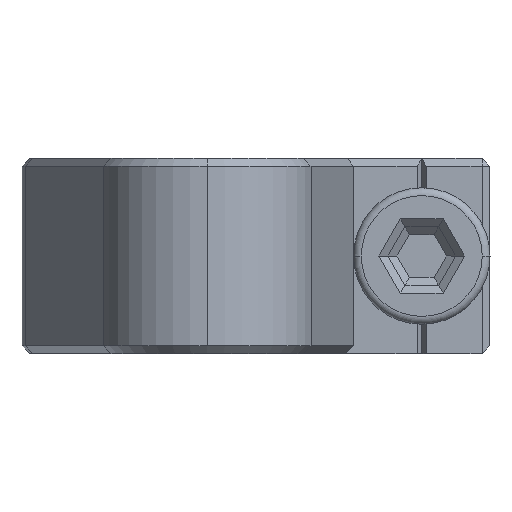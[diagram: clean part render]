
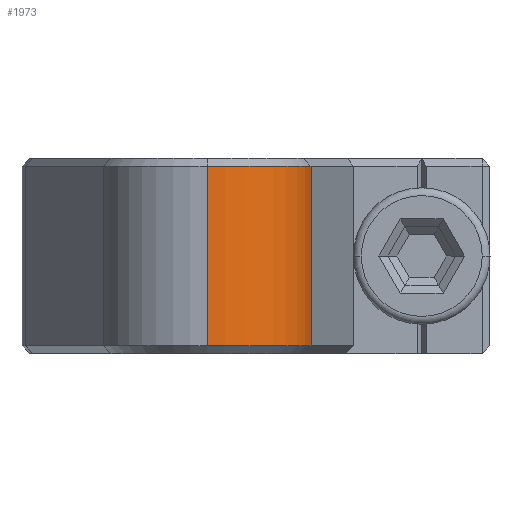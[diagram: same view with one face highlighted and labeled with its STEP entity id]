
A CAD part, left-side view. The second image highlights one B-rep face of the part: STEP entity #1973.
In plain terms, the highlighted cylindrical face has radius 5.5 mm (diameter 11 mm), a partial arc.
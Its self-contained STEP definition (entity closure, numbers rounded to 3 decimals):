
#30 = LINE ( 'NONE', #2757, #2045 ) ;
#49 = FACE_OUTER_BOUND ( 'NONE', #1327, .T. ) ;
#293 = CARTESIAN_POINT ( 'NONE',  ( -21.5, 0., 0.4 ) ) ;
#398 = AXIS2_PLACEMENT_3D ( 'NONE', #2046, #603, #2293 ) ;
#425 = DIRECTION ( 'NONE',  ( 0., 0., -1. ) ) ;
#475 = VERTEX_POINT ( 'NONE', #954 ) ;
#603 = DIRECTION ( 'NONE',  ( 0., 0., 1. ) ) ;
#643 = EDGE_CURVE ( 'NONE', #3040, #475, #30, .T. ) ;
#666 = CARTESIAN_POINT ( 'NONE',  ( -16., 0., 10. ) ) ;
#690 = ORIENTED_EDGE ( 'NONE', *, *, #1985, .T. ) ;
#726 = VERTEX_POINT ( 'NONE', #839 ) ;
#769 = EDGE_CURVE ( 'NONE', #726, #1983, #2675, .T. ) ;
#807 = DIRECTION ( 'NONE',  ( -1., 0., 0. ) ) ;
#839 = CARTESIAN_POINT ( 'NONE',  ( -21.5, 0., 9.6 ) ) ;
#954 = CARTESIAN_POINT ( 'NONE',  ( -17.382, -5.323, 0.4 ) ) ;
#1083 = DIRECTION ( 'NONE',  ( 0., 0., -1. ) ) ;
#1260 = CYLINDRICAL_SURFACE ( 'NONE', #2958, 5.5 ) ;
#1327 = EDGE_LOOP ( 'NONE', ( #690, #2988, #1555, #2883 ) ) ;
#1347 = CIRCLE ( 'NONE', #2795, 5.5 ) ;
#1555 = ORIENTED_EDGE ( 'NONE', *, *, #1609, .T. ) ;
#1609 = EDGE_CURVE ( 'NONE', #1983, #475, #1853, .T. ) ;
#1696 = DIRECTION ( 'NONE',  ( 1., 0., 0. ) ) ;
#1853 = CIRCLE ( 'NONE', #398, 5.5 ) ;
#1973 = ADVANCED_FACE ( 'NONE', ( #49 ), #1260, .T. ) ;
#1983 = VERTEX_POINT ( 'NONE', #293 ) ;
#1985 = EDGE_CURVE ( 'NONE', #3040, #726, #1347, .T. ) ;
#2045 = VECTOR ( 'NONE', #2993, 1000. ) ;
#2046 = CARTESIAN_POINT ( 'NONE',  ( -16., 0., 0.4 ) ) ;
#2293 = DIRECTION ( 'NONE',  ( 1., 0., 0. ) ) ;
#2302 = VECTOR ( 'NONE', #1083, 1000. ) ;
#2531 = CARTESIAN_POINT ( 'NONE',  ( -17.382, -5.323, 9.6 ) ) ;
#2675 = LINE ( 'NONE', #2814, #2302 ) ;
#2730 = CARTESIAN_POINT ( 'NONE',  ( -16., 0., 9.6 ) ) ;
#2757 = CARTESIAN_POINT ( 'NONE',  ( -17.382, -5.323, 10. ) ) ;
#2795 = AXIS2_PLACEMENT_3D ( 'NONE', #2730, #2838, #1696 ) ;
#2814 = CARTESIAN_POINT ( 'NONE',  ( -21.5, 0., 10. ) ) ;
#2838 = DIRECTION ( 'NONE',  ( 0., 0., -1. ) ) ;
#2883 = ORIENTED_EDGE ( 'NONE', *, *, #643, .F. ) ;
#2958 = AXIS2_PLACEMENT_3D ( 'NONE', #666, #425, #807 ) ;
#2988 = ORIENTED_EDGE ( 'NONE', *, *, #769, .T. ) ;
#2993 = DIRECTION ( 'NONE',  ( 0., 0., -1. ) ) ;
#3040 = VERTEX_POINT ( 'NONE', #2531 ) ;
